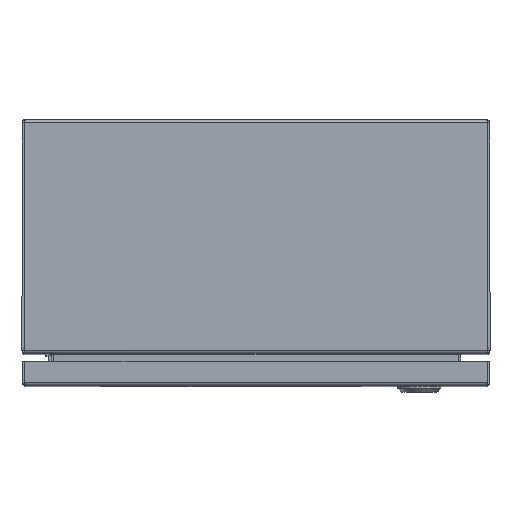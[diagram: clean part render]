
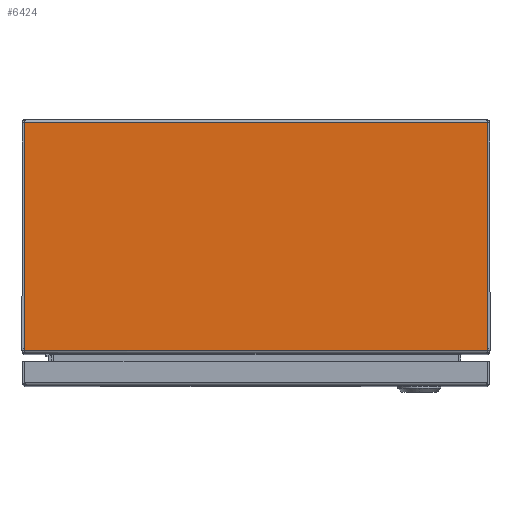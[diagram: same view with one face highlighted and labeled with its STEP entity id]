
A CAD part, top view. The second image highlights one B-rep face of the part: STEP entity #6424.
In plain terms, the highlighted planar face has unit normal (0, 0, 1).
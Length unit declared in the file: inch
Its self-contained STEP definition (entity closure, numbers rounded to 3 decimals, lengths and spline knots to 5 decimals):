
#245 = ORIENTED_EDGE ( 'NONE', *, *, #5988, .F. ) ;
#609 = CARTESIAN_POINT ( 'NONE',  ( 41.4415, -0.057, 8. ) ) ;
#2643 = CARTESIAN_POINT ( 'NONE',  ( -5.94289, -0.057, 8. ) ) ;
#3655 = AXIS2_PLACEMENT_3D ( 'NONE', #9397, #27701, #24853 ) ;
#4438 = DIRECTION ( 'NONE',  ( 0., 1., 0. ) ) ;
#5092 = ORIENTED_EDGE ( 'NONE', *, *, #20653, .F. ) ;
#5988 = EDGE_CURVE ( 'NONE', #10419, #32350, #15769, .T. ) ;
#6424 = ADVANCED_FACE ( 'NONE', ( #23619 ), #13701, .F. ) ;
#6873 = CARTESIAN_POINT ( 'NONE',  ( 5.94289, -0.086, 8. ) ) ;
#6918 = AXIS2_PLACEMENT_3D ( 'NONE', #10140, #27470, #4438 ) ;
#7050 = CARTESIAN_POINT ( 'NONE',  ( -5.94289, -5.88018, 8. ) ) ;
#7549 = VECTOR ( 'NONE', #12905, 39.37008 ) ;
#8008 = VERTEX_POINT ( 'NONE', #19214 ) ;
#8797 = VERTEX_POINT ( 'NONE', #7050 ) ;
#9129 = CARTESIAN_POINT ( 'NONE',  ( 5.94289, -5.88018, 8. ) ) ;
#9397 = CARTESIAN_POINT ( 'NONE',  ( 5.75489, -5.88018, 8. ) ) ;
#9602 = LINE ( 'NONE', #25545, #25152 ) ;
#10060 = AXIS2_PLACEMENT_3D ( 'NONE', #609, #21616, #19082 ) ;
#10140 = CARTESIAN_POINT ( 'NONE',  ( -5.75489, -5.88018, 8. ) ) ;
#10419 = VERTEX_POINT ( 'NONE', #16868 ) ;
#10876 = VERTEX_POINT ( 'NONE', #9129 ) ;
#11563 = DIRECTION ( 'NONE',  ( -1., 0., 0. ) ) ;
#12488 = EDGE_CURVE ( 'NONE', #8008, #25153, #21813, .T. ) ;
#12719 = VECTOR ( 'NONE', #18103, 39.37008 ) ;
#12905 = DIRECTION ( 'NONE',  ( 0., 1., 0. ) ) ;
#13113 = ORIENTED_EDGE ( 'NONE', *, *, #19753, .F. ) ;
#13395 = CARTESIAN_POINT ( 'NONE',  ( -5.914, -0.086, 8. ) ) ;
#13701 = PLANE ( 'NONE',  #10060 ) ;
#15769 = LINE ( 'NONE', #13395, #12719 ) ;
#16035 = EDGE_LOOP ( 'NONE', ( #13113, #17323, #5092, #17876, #245, #19156 ) ) ;
#16868 = CARTESIAN_POINT ( 'NONE',  ( -5.94289, -0.086, 8. ) ) ;
#17323 = ORIENTED_EDGE ( 'NONE', *, *, #12488, .F. ) ;
#17876 = ORIENTED_EDGE ( 'NONE', *, *, #21258, .F. ) ;
#17940 = LINE ( 'NONE', #2643, #7549 ) ;
#18103 = DIRECTION ( 'NONE',  ( 1., 0., 0. ) ) ;
#19082 = DIRECTION ( 'NONE',  ( 0., 1., 0. ) ) ;
#19131 = CARTESIAN_POINT ( 'NONE',  ( 41.4415, -5.914, 8. ) ) ;
#19156 = ORIENTED_EDGE ( 'NONE', *, *, #30576, .F. ) ;
#19181 = CIRCLE ( 'NONE', #6918, 0.188 ) ;
#19214 = CARTESIAN_POINT ( 'NONE',  ( 5.93982, -5.914, 8. ) ) ;
#19753 = EDGE_CURVE ( 'NONE', #25153, #8797, #19181, .T. ) ;
#20178 = DIRECTION ( 'NONE',  ( 0., -1., 0. ) ) ;
#20653 = EDGE_CURVE ( 'NONE', #10876, #8008, #24564, .T. ) ;
#21258 = EDGE_CURVE ( 'NONE', #32350, #10876, #9602, .T. ) ;
#21616 = DIRECTION ( 'NONE',  ( 0., 0., -1. ) ) ;
#21813 = LINE ( 'NONE', #19131, #28889 ) ;
#23619 = FACE_OUTER_BOUND ( 'NONE', #16035, .T. ) ;
#24564 = CIRCLE ( 'NONE', #3655, 0.188 ) ;
#24853 = DIRECTION ( 'NONE',  ( 0., 1., 0. ) ) ;
#25152 = VECTOR ( 'NONE', #20178, 39.37008 ) ;
#25153 = VERTEX_POINT ( 'NONE', #27076 ) ;
#25545 = CARTESIAN_POINT ( 'NONE',  ( 5.94289, -0.057, 8. ) ) ;
#27076 = CARTESIAN_POINT ( 'NONE',  ( -5.93982, -5.914, 8. ) ) ;
#27470 = DIRECTION ( 'NONE',  ( 0., 0., -1. ) ) ;
#27701 = DIRECTION ( 'NONE',  ( 0., 0., -1. ) ) ;
#28889 = VECTOR ( 'NONE', #11563, 39.37008 ) ;
#30576 = EDGE_CURVE ( 'NONE', #8797, #10419, #17940, .T. ) ;
#32350 = VERTEX_POINT ( 'NONE', #6873 ) ;
